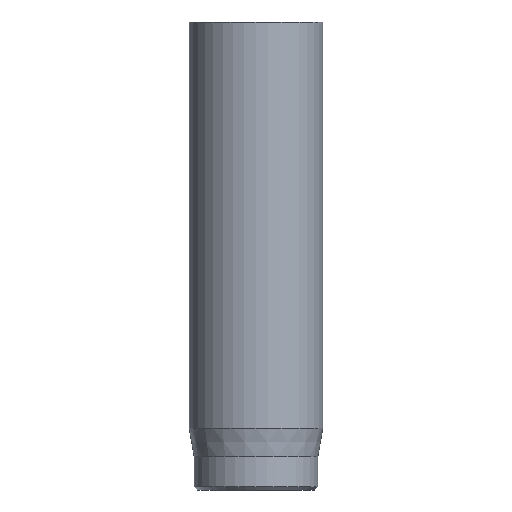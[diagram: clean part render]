
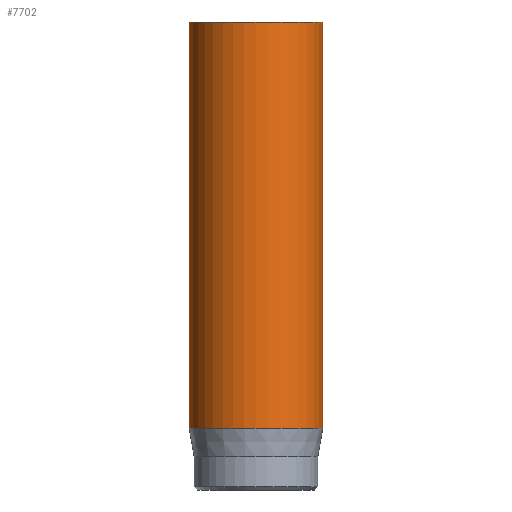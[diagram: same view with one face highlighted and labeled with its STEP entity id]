
A CAD part, front view. The second image highlights one B-rep face of the part: STEP entity #7702.
In plain terms, the highlighted cylindrical face has radius 2 mm (diameter 4 mm), a full revolution.
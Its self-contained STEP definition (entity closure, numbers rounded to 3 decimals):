
#44=CYLINDRICAL_SURFACE('',#8021,2.);
#47=CIRCLE('',#7993,2.);
#61=CIRCLE('',#8019,2.);
#62=CIRCLE('',#8020,2.);
#1068=FACE_OUTER_BOUND('',#1541,.T.);
#1541=EDGE_LOOP('',(#6960,#6961,#6962,#6963,#6964));
#2252=LINE('',#13943,#2971);
#2971=VECTOR('',#9238,2.);
#3693=VERTEX_POINT('',#13890);
#3707=VERTEX_POINT('',#13937);
#3708=VERTEX_POINT('',#13938);
#4777=EDGE_CURVE('',#3693,#3693,#47,.T.);
#4798=EDGE_CURVE('',#3707,#3708,#61,.T.);
#4799=EDGE_CURVE('',#3708,#3707,#62,.T.);
#4801=EDGE_CURVE('',#3693,#3707,#2252,.T.);
#6960=ORIENTED_EDGE('',*,*,#4777,.T.);
#6961=ORIENTED_EDGE('',*,*,#4801,.T.);
#6962=ORIENTED_EDGE('',*,*,#4798,.T.);
#6963=ORIENTED_EDGE('',*,*,#4799,.T.);
#6964=ORIENTED_EDGE('',*,*,#4801,.F.);
#7702=ADVANCED_FACE('',(#1068),#44,.T.);
#7993=AXIS2_PLACEMENT_3D('',#13891,#9172,#9173);
#8019=AXIS2_PLACEMENT_3D('',#13939,#9231,#9232);
#8020=AXIS2_PLACEMENT_3D('',#13940,#9233,#9234);
#8021=AXIS2_PLACEMENT_3D('',#13942,#9236,#9237);
#9172=DIRECTION('center_axis',(0.,0.,-1.));
#9173=DIRECTION('ref_axis',(-1.,0.,0.));
#9231=DIRECTION('center_axis',(0.,0.,1.));
#9232=DIRECTION('ref_axis',(-1.,0.,0.));
#9233=DIRECTION('center_axis',(0.,0.,1.));
#9234=DIRECTION('ref_axis',(-1.,0.,0.));
#9236=DIRECTION('center_axis',(0.,0.,1.));
#9237=DIRECTION('ref_axis',(-1.,0.,0.));
#9238=DIRECTION('',(0.,0.,-1.));
#13890=CARTESIAN_POINT('',(2.,0.,14.));
#13891=CARTESIAN_POINT('Origin',(0.,0.,14.));
#13937=CARTESIAN_POINT('',(2.,0.,1.851));
#13938=CARTESIAN_POINT('',(-2.,0.,1.851));
#13939=CARTESIAN_POINT('Origin',(0.,0.,1.851));
#13940=CARTESIAN_POINT('Origin',(0.,0.,1.851));
#13942=CARTESIAN_POINT('Origin',(0.,0.,0.));
#13943=CARTESIAN_POINT('',(2.,0.,0.));
